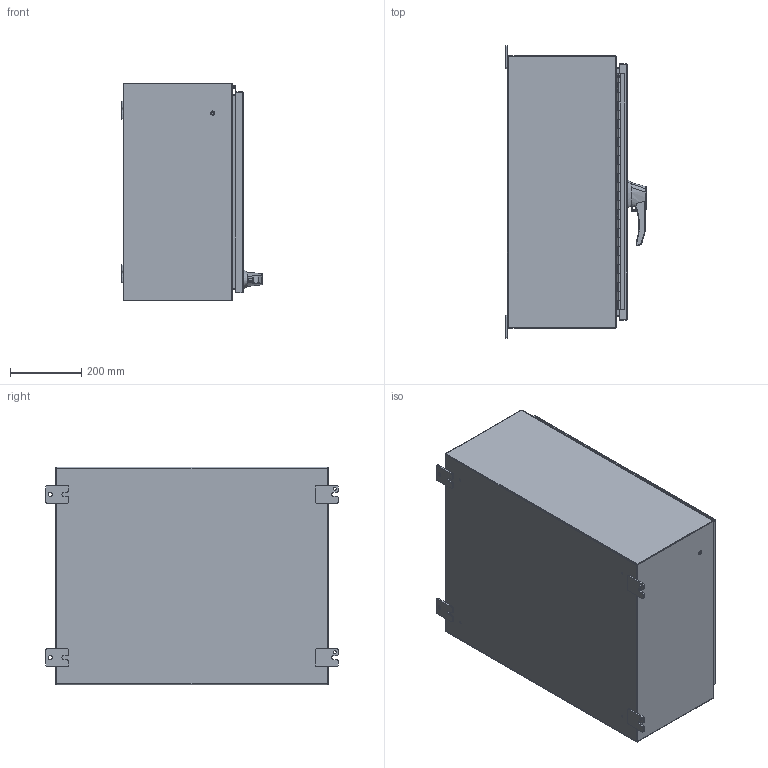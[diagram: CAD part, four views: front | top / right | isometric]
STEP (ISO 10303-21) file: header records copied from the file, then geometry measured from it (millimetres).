
FILE_DESCRIPTION (( 'STEP AP214' ), '1' );
FILE_NAME ('HW302412GYHK.STEP', '2019-08-12T21:26:46', ( '' ), ( '' ), 'SwSTEP 2.0', 'SolidWorks 2018', '' );
FILE_SCHEMA (( 'AUTOMOTIVE_DESIGN' ));
Length unit declared in the file: inch
Products named in the file (1): HW302412GYHK
Bounding box: 394 x 819.15 x 609.6 mm (x, y, z)
Volume: 4134475 mm3; surface area: 4235397.9 mm2
Topology: 43 solids, 44 shells, 1453 faces, 3681 edges, 2352 vertices
Faces by surface type: plane 699, cylinder 589, bspline 101, cone 64
Entity records: 100600 total; most frequent: CARTESIAN_POINT 46851, ORIENTED_EDGE 7346, DIRECTION 6900, EDGE_CURVE 3673, AXIS2_PLACEMENT_3D 2382, VERTEX_POINT 2352, LINE 2136, VECTOR 2136
